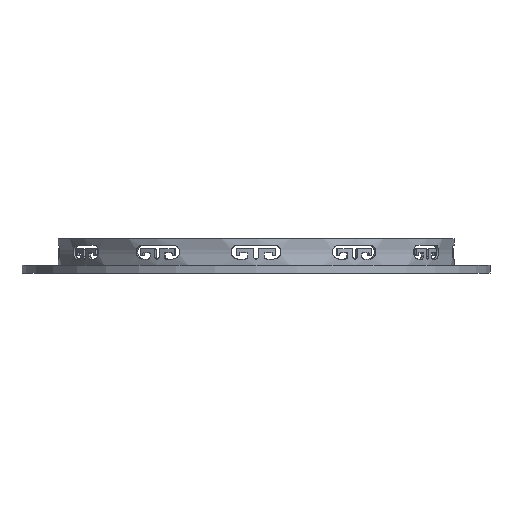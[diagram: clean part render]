
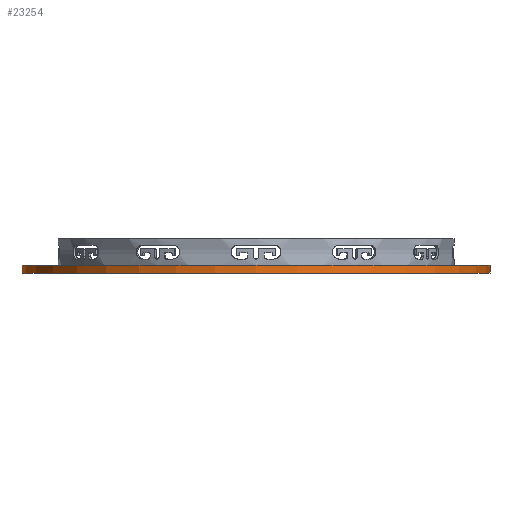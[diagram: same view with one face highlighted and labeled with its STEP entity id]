
A CAD part, front view. The second image highlights one B-rep face of the part: STEP entity #23254.
In plain terms, the highlighted cylindrical face has radius 266.5 mm (diameter 533 mm), a partial arc.
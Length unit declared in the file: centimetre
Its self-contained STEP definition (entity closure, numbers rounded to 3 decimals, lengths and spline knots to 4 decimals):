
#663 = DIRECTION ( 'NONE',  ( 0., 0., -1. ) ) ;
#2055 = VECTOR ( 'NONE', #10590, 100. ) ;
#2638 = DIRECTION ( 'NONE',  ( -1., 0., 0. ) ) ;
#3746 = EDGE_CURVE ( 'NONE', #21160, #10011, #22687, .T. ) ;
#4402 = DIRECTION ( 'NONE',  ( 1., 0., 0. ) ) ;
#6735 = CARTESIAN_POINT ( 'NONE',  ( -26.65, 0., 0.9 ) ) ;
#8088 = LINE ( 'NONE', #21793, #15705 ) ;
#8348 = CYLINDRICAL_SURFACE ( 'NONE', #22041, 26.65 ) ;
#8422 = ORIENTED_EDGE ( 'NONE', *, *, #16576, .F. ) ;
#10011 = VERTEX_POINT ( 'NONE', #13303 ) ;
#10064 = ORIENTED_EDGE ( 'NONE', *, *, #3746, .T. ) ;
#10473 = CARTESIAN_POINT ( 'NONE',  ( -26.65, 0., 0.9 ) ) ;
#10501 = CARTESIAN_POINT ( 'NONE',  ( -26.65, 0., 0. ) ) ;
#10590 = DIRECTION ( 'NONE',  ( 0., 0., -1. ) ) ;
#10691 = DIRECTION ( 'NONE',  ( 0., 0., 1. ) ) ;
#10830 = LINE ( 'NONE', #10473, #2055 ) ;
#11809 = CIRCLE ( 'NONE', #20764, 26.65 ) ;
#12637 = DIRECTION ( 'NONE',  ( 1., 0., 0. ) ) ;
#12730 = VERTEX_POINT ( 'NONE', #23175 ) ;
#12933 = VERTEX_POINT ( 'NONE', #6735 ) ;
#13290 = DIRECTION ( 'NONE',  ( 0., 0., 1. ) ) ;
#13303 = CARTESIAN_POINT ( 'NONE',  ( 26.65, 0., 0. ) ) ;
#14752 = EDGE_CURVE ( 'NONE', #12933, #21160, #10830, .T. ) ;
#15421 = FACE_OUTER_BOUND ( 'NONE', #19856, .T. ) ;
#15705 = VECTOR ( 'NONE', #663, 100. ) ;
#16095 = EDGE_CURVE ( 'NONE', #12730, #10011, #8088, .T. ) ;
#16576 = EDGE_CURVE ( 'NONE', #12933, #12730, #11809, .T. ) ;
#17542 = ORIENTED_EDGE ( 'NONE', *, *, #16095, .F. ) ;
#19016 = CARTESIAN_POINT ( 'NONE',  ( 0., 0., 0. ) ) ;
#19314 = DIRECTION ( 'NONE',  ( 0., 0., -1. ) ) ;
#19856 = EDGE_LOOP ( 'NONE', ( #17542, #8422, #23010, #10064 ) ) ;
#19945 = AXIS2_PLACEMENT_3D ( 'NONE', #19016, #13290, #4402 ) ;
#20764 = AXIS2_PLACEMENT_3D ( 'NONE', #23725, #10691, #12637 ) ;
#21160 = VERTEX_POINT ( 'NONE', #10501 ) ;
#21260 = CARTESIAN_POINT ( 'NONE',  ( 0., 0., 0.9 ) ) ;
#21793 = CARTESIAN_POINT ( 'NONE',  ( 26.65, 0., 0.9 ) ) ;
#22041 = AXIS2_PLACEMENT_3D ( 'NONE', #21260, #19314, #2638 ) ;
#22687 = CIRCLE ( 'NONE', #19945, 26.65 ) ;
#23010 = ORIENTED_EDGE ( 'NONE', *, *, #14752, .T. ) ;
#23175 = CARTESIAN_POINT ( 'NONE',  ( 26.65, 0., 0.9 ) ) ;
#23254 = ADVANCED_FACE ( 'NONE', ( #15421 ), #8348, .T. ) ;
#23725 = CARTESIAN_POINT ( 'NONE',  ( 0., 0., 0.9 ) ) ;
